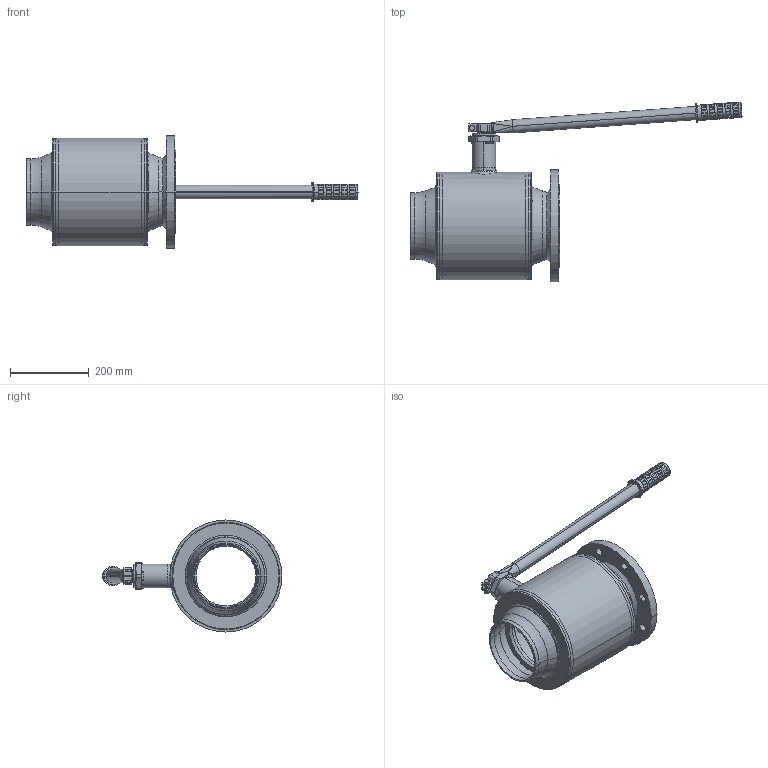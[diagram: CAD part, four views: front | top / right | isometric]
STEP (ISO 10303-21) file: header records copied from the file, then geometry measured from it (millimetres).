
FILE_DESCRIPTION((''),'2;1');
FILE_NAME('065N1965_ASM','2015-03-30T',('u317927'),('Danfoss'),'PRO/ENGINEER BY PARAMETRIC TECHNOLOGY CORPORATION, 2014000','PRO/ENGINEER BY PARAMETRIC TECHNOLOGY CORPORATION, 2014000','');
FILE_SCHEMA(('CONFIG_CONTROL_DESIGN'));
Length unit declared in the file: millimetre
Products named in the file (29): 20200000_ASM; 20200009; 20200087; 20200005-SV; 20200005_ASM; 20200030-OUTS; 20200030_ASM; 20200129; 50200165; 20200066; 20200066-SV1; 10200035; 20200035_ASM; 20200034; 065N8001-SV1; 50200033_ASM; 80020016; 80020006; 50200028; 065N8001_ASM; 20200013; 20150032; 20150025-SV1; 40150125_ASM; 065N0157-SV2; 50150336; 065N0252-SV1; 065N0252-SV2; 065N1965_ASM
Assembly tree (33 placements, depth 5):
  065N1965_ASM
    20200000_ASM
    20200005_ASM
      20200009
      20200087
      20200005-SV
    20200030_ASM
      20200030-OUTS
    20200129
    50200165
    20200066
    20200066-SV1  x3
    065N8001_ASM
      50200033_ASM
        20200035_ASM
          10200035  x2
        20200034
        065N8001-SV1
      80020016
      80020006
      50200028
    40150125_ASM  x2
      20200013
      20150032
      20150025-SV1
    065N0157-SV2  x2
    50150336
    065N0252-SV1
    065N0252-SV2
Bounding box: 844.34 x 457.57 x 285 mm (x, y, z)
Volume: 4183451 mm3; surface area: 1188187.9 mm2
Topology: 28 solids, 29 shells, 928 faces, 2229 edges, 1434 vertices
Faces by surface type: plane 576, cylinder 177, cone 112, bspline 26, torus 24, revolution 13
Entity records: 26638 total; most frequent: CARTESIAN_POINT 5929, DIRECTION 4349, ORIENTED_EDGE 4050, EDGE_CURVE 2027, AXIS2_PLACEMENT_3D 1539, VERTEX_POINT 1312, VECTOR 1262, LINE 1262
